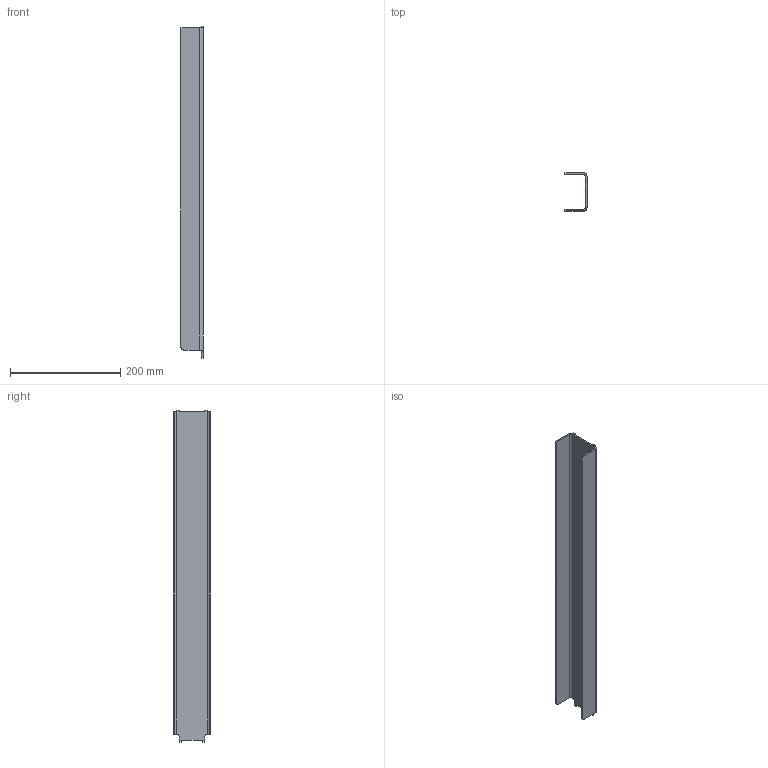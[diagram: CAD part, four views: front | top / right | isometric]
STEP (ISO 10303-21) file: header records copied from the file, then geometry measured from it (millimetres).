
FILE_DESCRIPTION (( 'STEP AP203' ), '1' );
FILE_NAME ('CV03-TR-22_REV_B.step', '2025-09-06T14:17:52', ( '' ), ( '' ), 'SwSTEP 2.0', 'SolidWorks 2024', '' );
FILE_SCHEMA (( 'CONFIG_CONTROL_DESIGN' ));
Length unit declared in the file: millimetre
Products named in the file (1): CV03-TR-22_REV_B
Bounding box: 40 x 69 x 603 mm (x, y, z)
Volume: 246190.8 mm3; surface area: 168580 mm2
Topology: 1 solids, 1 shells, 46 faces, 116 edges, 72 vertices
Faces by surface type: plane 30, cylinder 16
Entity records: 1441 total; most frequent: DIRECTION 242, CARTESIAN_POINT 235, ORIENTED_EDGE 232, EDGE_CURVE 116, LINE 84, VECTOR 84, AXIS2_PLACEMENT_3D 79, VERTEX_POINT 72
